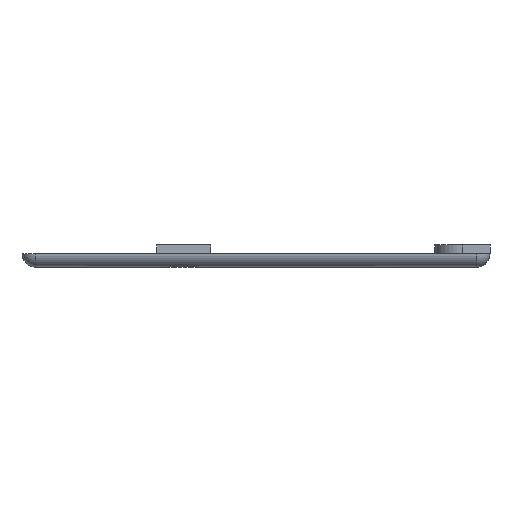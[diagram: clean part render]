
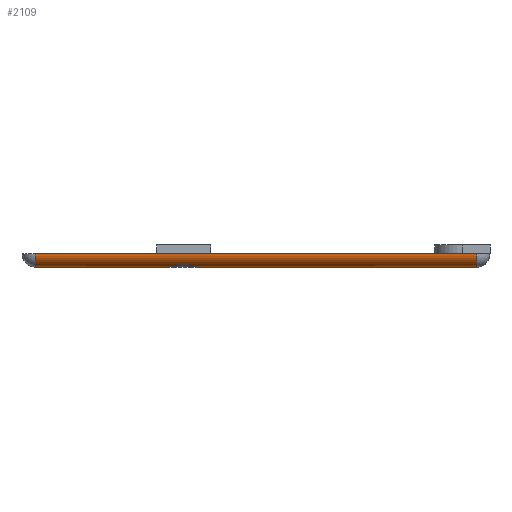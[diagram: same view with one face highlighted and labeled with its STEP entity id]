
A CAD part, left-side view. The second image highlights one B-rep face of the part: STEP entity #2109.
In plain terms, the highlighted cylindrical face has radius 2.4 mm (diameter 4.8 mm), a partial arc.
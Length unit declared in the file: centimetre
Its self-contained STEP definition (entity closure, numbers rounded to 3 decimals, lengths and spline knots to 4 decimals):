
#17=B_SPLINE_CURVE_WITH_KNOTS($,3,(#3266,#3267,#3268,#3269,#3270,#3271,
#3272,#3273,#3274,#3275,#3276,#3277,#3278,#3279,#3280,#3281,#3282,#3283,
#3284,#3285,#3286,#3287),.UNSPECIFIED.,.F.,.F.,(4,2,2,2,2,2,2,2,2,2,4),
(-0.0011,0.,0.1293,0.218,0.2844,
0.3241,0.3638,0.4302,0.5189,
0.6482,0.6493),.UNSPECIFIED.);
#72=LINE($,#3251,#288);
#73=LINE($,#3255,#289);
#78=LINE($,#3291,#294);
#79=LINE($,#3293,#295);
#80=LINE($,#3295,#296);
#288=VECTOR($,#2604,4.966);
#289=VECTOR($,#2607,2.366);
#294=VECTOR($,#2618,4.78);
#295=VECTOR($,#2619,0.98);
#296=VECTOR($,#2620,2.18);
#471=CYLINDRICAL_SURFACE($,#2286,0.24);
#631=FACE_OUTER_BOUND($,#776,.T.);
#776=EDGE_LOOP($,(#1588,#1589,#1590,#1591,#1592,#1593,#1594,#1595));
#939=CIRCLE($,#2287,0.24);
#940=CIRCLE($,#2288,0.24);
#1046=VERTEX_POINT($,#3248);
#1047=VERTEX_POINT($,#3250);
#1048=VERTEX_POINT($,#3252);
#1049=VERTEX_POINT($,#3254);
#1054=VERTEX_POINT($,#3288);
#1055=VERTEX_POINT($,#3290);
#1056=VERTEX_POINT($,#3292);
#1057=VERTEX_POINT($,#3294);
#1247=EDGE_CURVE($,#1047,#1046,#72,.T.);
#1249=EDGE_CURVE($,#1049,#1048,#73,.T.);
#1255=EDGE_CURVE($,#1047,#1048,#17,.T.);
#1256=EDGE_CURVE($,#1046,#1054,#939,.T.);
#1257=EDGE_CURVE($,#1054,#1055,#78,.T.);
#1258=EDGE_CURVE($,#1055,#1056,#79,.T.);
#1259=EDGE_CURVE($,#1056,#1057,#80,.T.);
#1260=EDGE_CURVE($,#1057,#1049,#940,.T.);
#1588=ORIENTED_EDGE($,*,*,#1255,.F.);
#1589=ORIENTED_EDGE($,*,*,#1247,.T.);
#1590=ORIENTED_EDGE($,*,*,#1256,.T.);
#1591=ORIENTED_EDGE($,*,*,#1257,.T.);
#1592=ORIENTED_EDGE($,*,*,#1258,.T.);
#1593=ORIENTED_EDGE($,*,*,#1259,.T.);
#1594=ORIENTED_EDGE($,*,*,#1260,.T.);
#1595=ORIENTED_EDGE($,*,*,#1249,.T.);
#2109=ADVANCED_FACE($,(#631),#471,.T.);
#2286=AXIS2_PLACEMENT_3D($,#3265,#2614,#2615);
#2287=AXIS2_PLACEMENT_3D($,#3289,#2616,#2617);
#2288=AXIS2_PLACEMENT_3D($,#3296,#2621,#2622);
#2604=DIRECTION($,(0.,-1.,0.));
#2607=DIRECTION($,(0.,-1.,0.));
#2614=DIRECTION('center_axis',(0.,1.,0.));
#2615=DIRECTION('ref_axis',(-0.707,0.,-0.707));
#2616=DIRECTION('center_axis',(0.,1.,0.));
#2617=DIRECTION('ref_axis',(0.,0.,-1.));
#2618=DIRECTION($,(0.,1.,0.));
#2619=DIRECTION($,(0.,1.,0.));
#2620=DIRECTION($,(0.,1.,0.));
#2621=DIRECTION('center_axis',(0.,-1.,0.));
#2622=DIRECTION('ref_axis',(-1.,0.,0.));
#3248=CARTESIAN_POINT('',(-6.7225,58.07,-2.675));
#3250=CARTESIAN_POINT('',(-6.7225,63.036,-2.675));
#3251=CARTESIAN_POINT($,(-6.7225,65.8,-2.675));
#3252=CARTESIAN_POINT('',(-6.7225,63.644,-2.675));
#3254=CARTESIAN_POINT('',(-6.7225,66.01,-2.675));
#3255=CARTESIAN_POINT($,(-6.7225,65.8,-2.675));
#3265=CARTESIAN_POINT('Origin',(-6.7225,65.8,-2.435));
#3266=CARTESIAN_POINT('Ctrl Pts',(-6.7225,63.036,-2.675));
#3267=CARTESIAN_POINT('Ctrl Pts',(-6.7227,63.0363,-2.675));
#3268=CARTESIAN_POINT('Ctrl Pts',(-6.7229,63.0366,-2.675));
#3269=CARTESIAN_POINT('Ctrl Pts',(-6.7482,63.072,-2.6749));
#3270=CARTESIAN_POINT('Ctrl Pts',(-6.7696,63.1105,-2.671));
#3271=CARTESIAN_POINT('Ctrl Pts',(-6.7975,63.1774,-2.6633));
#3272=CARTESIAN_POINT('Ctrl Pts',(-6.8069,63.2057,-2.6598));
#3273=CARTESIAN_POINT('Ctrl Pts',(-6.8187,63.2561,-2.655));
#3274=CARTESIAN_POINT('Ctrl Pts',(-6.8223,63.278,-2.6533));
#3275=CARTESIAN_POINT('Ctrl Pts',(-6.8255,63.3134,-2.6518));
#3276=CARTESIAN_POINT('Ctrl Pts',(-6.8261,63.3267,-2.6515));
#3277=CARTESIAN_POINT('Ctrl Pts',(-6.8261,63.3533,-2.6515));
#3278=CARTESIAN_POINT('Ctrl Pts',(-6.8255,63.3666,-2.6518));
#3279=CARTESIAN_POINT('Ctrl Pts',(-6.8223,63.402,-2.6533));
#3280=CARTESIAN_POINT('Ctrl Pts',(-6.8187,63.4239,-2.655));
#3281=CARTESIAN_POINT('Ctrl Pts',(-6.8069,63.4743,-2.6598));
#3282=CARTESIAN_POINT('Ctrl Pts',(-6.7975,63.5026,-2.6633));
#3283=CARTESIAN_POINT('Ctrl Pts',(-6.7696,63.5695,-2.671));
#3284=CARTESIAN_POINT('Ctrl Pts',(-6.7482,63.608,-2.6749));
#3285=CARTESIAN_POINT('Ctrl Pts',(-6.7229,63.6434,-2.675));
#3286=CARTESIAN_POINT('Ctrl Pts',(-6.7227,63.6437,-2.675));
#3287=CARTESIAN_POINT('Ctrl Pts',(-6.7225,63.644,-2.675));
#3288=CARTESIAN_POINT('',(-6.9625,58.07,-2.435));
#3289=CARTESIAN_POINT('Origin',(-6.7225,58.07,-2.435));
#3290=CARTESIAN_POINT('',(-6.9625,62.85,-2.435));
#3291=CARTESIAN_POINT($,(-6.9625,65.8,-2.435));
#3292=CARTESIAN_POINT('',(-6.9625,63.83,-2.435));
#3293=CARTESIAN_POINT($,(-6.9625,65.8,-2.435));
#3294=CARTESIAN_POINT('',(-6.9625,66.01,-2.435));
#3295=CARTESIAN_POINT($,(-6.9625,65.8,-2.435));
#3296=CARTESIAN_POINT('Origin',(-6.7225,66.01,-2.435));
